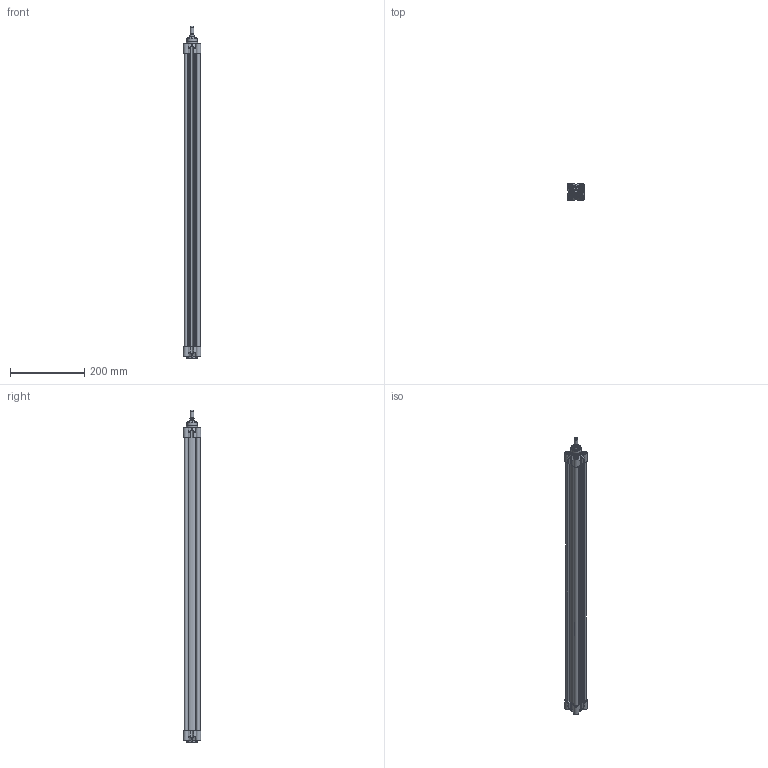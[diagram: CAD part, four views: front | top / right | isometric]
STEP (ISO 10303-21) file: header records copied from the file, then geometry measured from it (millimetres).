
FILE_DESCRIPTION((''),'2;1');
FILE_NAME('C-H-032-0750.stp','',(''),(''),'','','');
FILE_SCHEMA(('AUTOMOTIVE_DESIGN { 1 0 10303 214 1 1 1 1 }'));
Length unit declared in the file: millimetre
Products named in the file (5): C-H-032-0750; TP; STELO-750; TA; CORPO-750
Assembly tree (4 placements, depth 2):
  C-H-032-0750
    TP
    STELO-750
    TA
    CORPO-750
Bounding box: 47 x 47 x 896 mm (x, y, z)
Volume: 592568.9 mm3; surface area: 391721.8 mm2
Topology: 4 solids, 18 shells, 869 faces, 2056 edges, 1292 vertices
Faces by surface type: plane 306, bspline 184, cylinder 184, cone 86, torus 83, sphere 20, revolution 6
Full cylindrical faces by diameter (mm): 2 x2, 2.1 x2, 4 x2, 4.5 x2, 4.917 x8, 5.4 x4, 6 x8, 6.2 x8, 6.3 x4, 7 x2, 7.8 x4, 7.9 x3, 8 x4, 8.566 x2, 10 x9, 10.3 x8, 11.6 x1, 12 x1, 12.8 x1, 12.847 x1, 16 x1, 17 x2, 22 x3, 28 x1, 30 x2, 32 x1
Entity records: 27163 total; most frequent: CARTESIAN_POINT 8137, ORIENTED_EDGE 3546, DIRECTION 3404, EDGE_CURVE 1773, AXIS2_PLACEMENT_3D 1321, VERTEX_POINT 1234, EDGE_LOOP 1208, FACE_OUTER_BOUND 869
